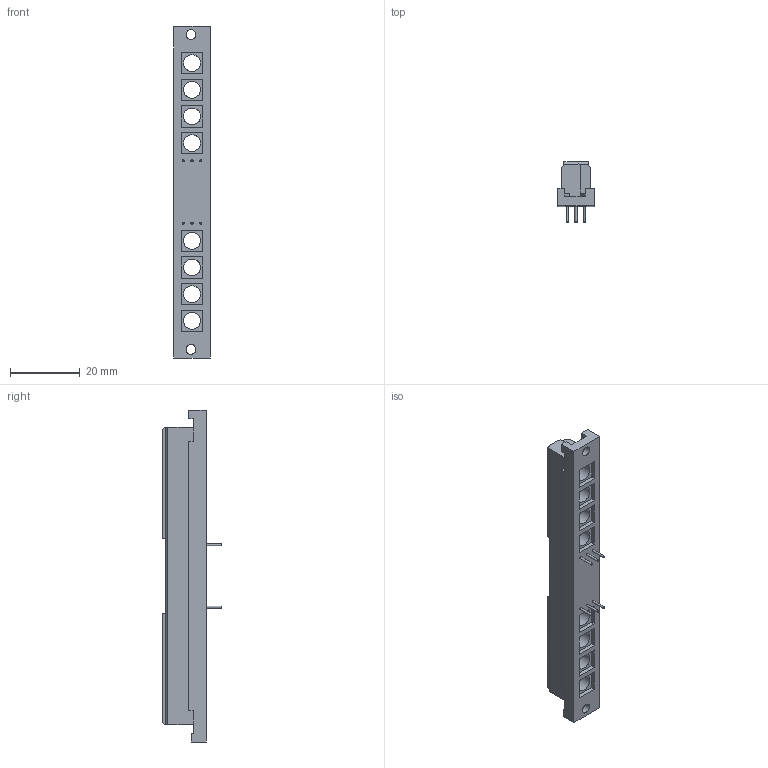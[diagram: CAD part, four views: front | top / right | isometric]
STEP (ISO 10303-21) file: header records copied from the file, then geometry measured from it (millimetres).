
FILE_DESCRIPTION((''),'2;1');
FILE_NAME( '0903_DIN_har-bus_M24_flat_straight_female_24_pole.stp','2004-08-04T08:17:09',('User'),('SDRC'),'I-DEAS Master Series 9','UNIX','Yes');
FILE_SCHEMA(('AUTOMOTIVE_DESIGN { 1 0 10303 214 1 1 1 1 }'));
Length unit declared in the file: millimetre
Products named in the file (1): 0903_DIN_har-bus_M24_flat_straight_female_24_pole
Bounding box: 10.5 x 17.1 x 94.9 mm (x, y, z)
Volume: 7866 mm3; surface area: 5799.1 mm2
Topology: 1 solids, 1 shells, 150 faces, 376 edges, 248 vertices
Faces by surface type: bspline 150
Entity records: 4385 total; most frequent: CARTESIAN_POINT 1921, ORIENTED_EDGE 752, EDGE_CURVE 376, VERTEX_POINT 248, B_SPLINE_CURVE_WITH_KNOTS 212, EDGE_LOOP 190, FACE_OUTER_BOUND 150, ADVANCED_FACE 150
